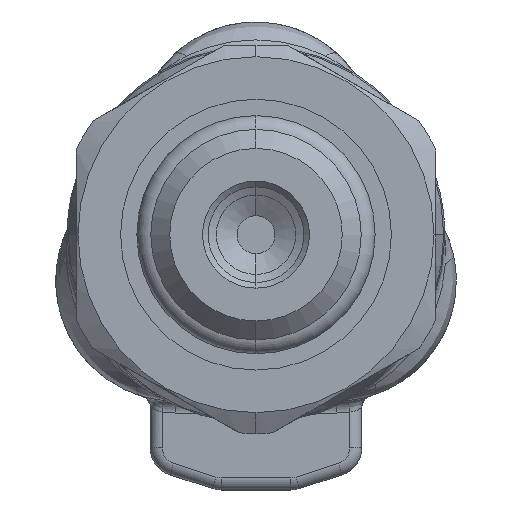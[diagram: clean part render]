
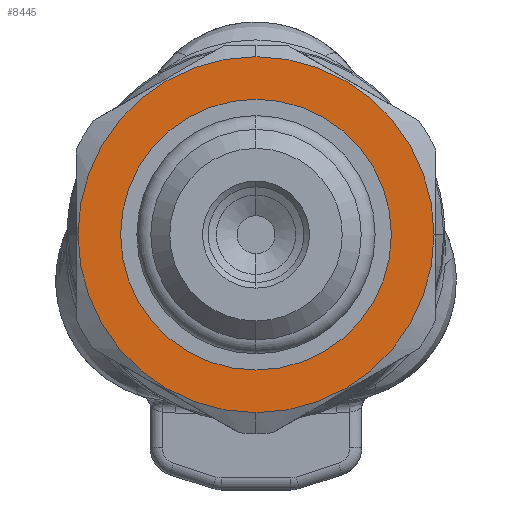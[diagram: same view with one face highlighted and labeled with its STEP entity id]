
A CAD part, front view. The second image highlights one B-rep face of the part: STEP entity #8445.
In plain terms, the highlighted planar face has unit normal (0, -1, 0).
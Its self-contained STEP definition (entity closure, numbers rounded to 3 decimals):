
#33 = DIRECTION ( 'NONE',  ( 0., 0., -1. ) ) ;
#485 = EDGE_CURVE ( 'NONE', #3758, #5300, #16187, .T. ) ;
#680 = VERTEX_POINT ( 'NONE', #12403 ) ;
#1180 = CARTESIAN_POINT ( 'NONE',  ( 0., 11.44, 0. ) ) ;
#1393 = DIRECTION ( 'NONE',  ( 0., -1., 0. ) ) ;
#1984 = CIRCLE ( 'NONE', #7212, 7.15 ) ;
#2592 = EDGE_LOOP ( 'NONE', ( #2961, #17588 ) ) ;
#2961 = ORIENTED_EDGE ( 'NONE', *, *, #12699, .T. ) ;
#3049 = AXIS2_PLACEMENT_3D ( 'NONE', #3763, #14547, #16357 ) ;
#3222 = DIRECTION ( 'NONE',  ( 0., 0., -1. ) ) ;
#3458 = DIRECTION ( 'NONE',  ( 0., 0., -1. ) ) ;
#3758 = VERTEX_POINT ( 'NONE', #15981 ) ;
#3763 = CARTESIAN_POINT ( 'NONE',  ( 0., 11.44, 0. ) ) ;
#3839 = ORIENTED_EDGE ( 'NONE', *, *, #485, .F. ) ;
#4868 = DIRECTION ( 'NONE',  ( 0., -1., 0. ) ) ;
#4985 = CARTESIAN_POINT ( 'NONE',  ( 0., 11.44, 7.15 ) ) ;
#5300 = VERTEX_POINT ( 'NONE', #4985 ) ;
#5302 = EDGE_LOOP ( 'NONE', ( #3839, #6709 ) ) ;
#5803 = VERTEX_POINT ( 'NONE', #10843 ) ;
#6283 = CARTESIAN_POINT ( 'NONE',  ( 7.15, 11.44, 0. ) ) ;
#6709 = ORIENTED_EDGE ( 'NONE', *, *, #17309, .F. ) ;
#7212 = AXIS2_PLACEMENT_3D ( 'NONE', #11243, #17521, #3458 ) ;
#7434 = DIRECTION ( 'NONE',  ( 0., 0., -1. ) ) ;
#7606 = AXIS2_PLACEMENT_3D ( 'NONE', #6283, #4868, #3222 ) ;
#8445 = ADVANCED_FACE ( 'NONE', ( #15125, #19657 ), #13816, .T. ) ;
#9396 = DIRECTION ( 'NONE',  ( 0., -1., 0. ) ) ;
#10634 = CARTESIAN_POINT ( 'NONE',  ( 0., 11.44, 0. ) ) ;
#10843 = CARTESIAN_POINT ( 'NONE',  ( 0., 11.44, -9.4 ) ) ;
#11243 = CARTESIAN_POINT ( 'NONE',  ( 0., 11.44, 0. ) ) ;
#11914 = EDGE_CURVE ( 'NONE', #5803, #680, #18395, .T. ) ;
#12403 = CARTESIAN_POINT ( 'NONE',  ( 0., 11.44, 9.4 ) ) ;
#12699 = EDGE_CURVE ( 'NONE', #680, #5803, #15833, .T. ) ;
#13242 = AXIS2_PLACEMENT_3D ( 'NONE', #1180, #9396, #33 ) ;
#13816 = PLANE ( 'NONE',  #7606 ) ;
#14547 = DIRECTION ( 'NONE',  ( 0., -1., 0. ) ) ;
#15125 = FACE_OUTER_BOUND ( 'NONE', #2592, .T. ) ;
#15833 = CIRCLE ( 'NONE', #3049, 9.4 ) ;
#15981 = CARTESIAN_POINT ( 'NONE',  ( 0., 11.44, -7.15 ) ) ;
#16187 = CIRCLE ( 'NONE', #16857, 7.15 ) ;
#16357 = DIRECTION ( 'NONE',  ( 0., 0., -1. ) ) ;
#16857 = AXIS2_PLACEMENT_3D ( 'NONE', #10634, #1393, #7434 ) ;
#17309 = EDGE_CURVE ( 'NONE', #5300, #3758, #1984, .T. ) ;
#17521 = DIRECTION ( 'NONE',  ( 0., -1., 0. ) ) ;
#17588 = ORIENTED_EDGE ( 'NONE', *, *, #11914, .T. ) ;
#18395 = CIRCLE ( 'NONE', #13242, 9.4 ) ;
#19657 = FACE_BOUND ( 'NONE', #5302, .T. ) ;
